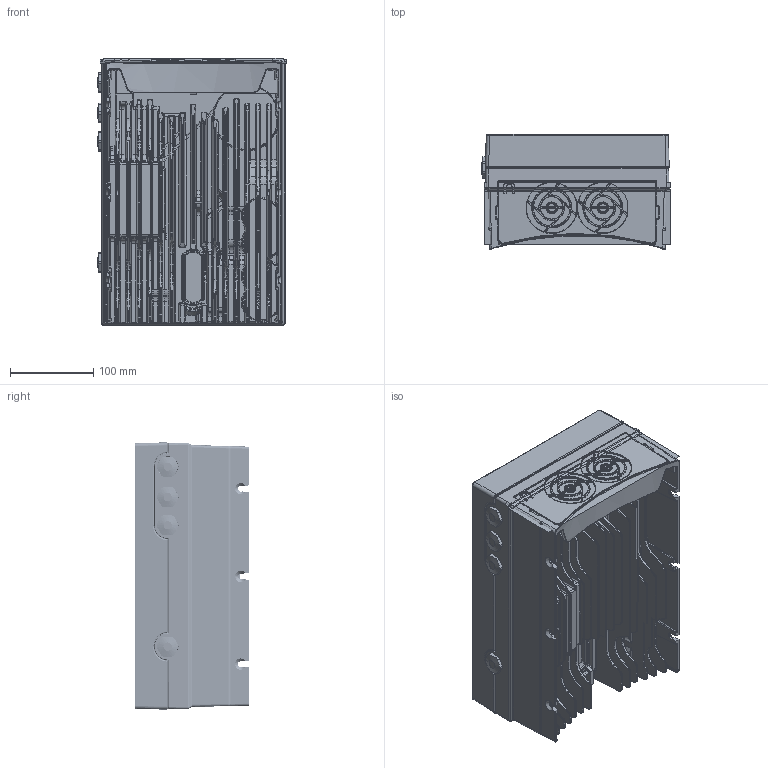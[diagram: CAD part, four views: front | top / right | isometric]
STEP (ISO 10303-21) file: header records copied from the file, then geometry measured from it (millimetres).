
FILE_DESCRIPTION((''),'2;1');
FILE_NAME('134B0401_OPTION_STEP1','2017-03-16T',('F32060'),('Danfoss Drives A/S'),'CREO PARAMETRIC BY PTC INC, 2015480','CREO PARAMETRIC BY PTC INC, 2015480','');
FILE_SCHEMA(('CONFIG_CONTROL_DESIGN','GEOMETRIC_VALIDATION_PROPERTIES_MIM'));
Products named in the file (1): 134B0401_OPTION_STEP1
Bounding box: 227.08 x 138.03 x 321.75 mm (x, y, z)
Volume: 5093945.1 mm3; surface area: 792241 mm2
Topology: 2 solids, 12 shells, 5455 faces, 14076 edges, 8552 vertices
Faces by surface type: cylinder 1841, plane 1627, bspline 1260, torus 478, cone 154, sphere 93, extrusion 2
Entity records: 363021 total; most frequent: CARTESIAN_POINT 200691, ORIENTED_EDGE 27570, DIRECTION 20735, PRESENTATION_STYLE_ASSIGNMENT 14064, STYLED_ITEM 13994, CURVE_STYLE 13989, EDGE_CURVE 13989, VERTEX_POINT 8552
